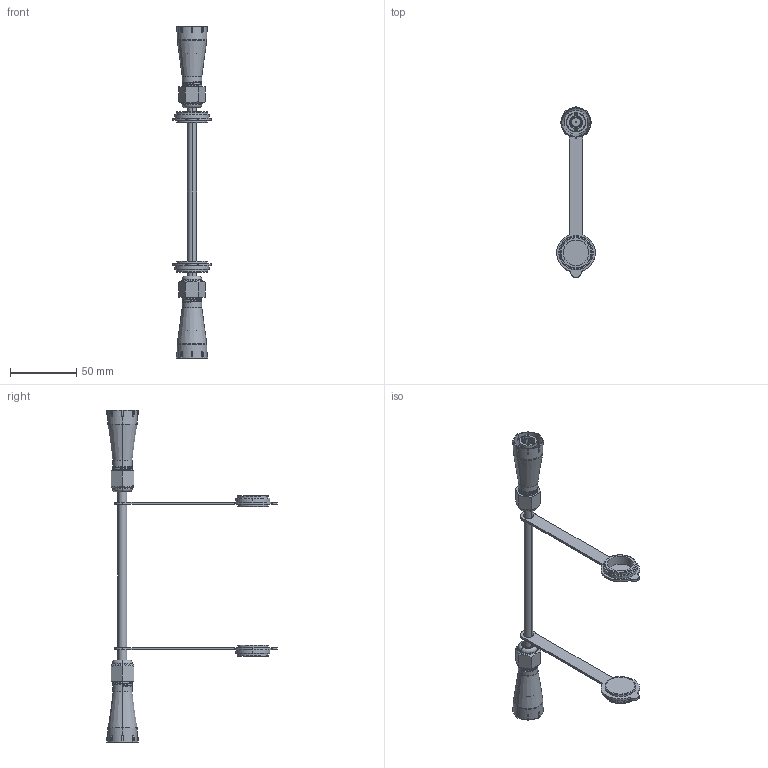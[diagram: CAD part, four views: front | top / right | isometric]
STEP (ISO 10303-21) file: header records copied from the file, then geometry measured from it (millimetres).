
FILE_DESCRIPTION (( 'STEP AP214' ), '1' );
FILE_NAME ('V7A00002_3D.STEP', '2021-05-03T20:03:58', ( '' ), ( '' ), 'SwSTEP 2.0', 'SolidWorks 2020', '' );
FILE_SCHEMA (( 'AUTOMOTIVE_DESIGN' ));
Length unit declared in the file: inch
Products named in the file (7): V7A00002-MA2; TRD695WP-MA2; V7A00001-MA2; V7A00002-MA1; V7A00002_3D; RG6-100; V7A00001-MA1
Assembly tree (7 placements, depth 3):
  V7A00002_3D
    RG6-100
    V7A00002-MA1  x2
      V7A00001-MA1
      V7A00001-MA2
      V7A00002-MA2
      TRD695WP-MA2
Bounding box: 29.21 x 129.02 x 250.95 mm (x, y, z)
Volume: 37473.8 mm3; surface area: 35914.1 mm2
Topology: 9 solids, 9 shells, 1178 faces, 3264 edges, 2154 vertices
Faces by surface type: plane 612, cylinder 430, bspline 64, torus 44, cone 24, sphere 4
Entity records: 25350 total; most frequent: CARTESIAN_POINT 9262, ORIENTED_EDGE 3298, DIRECTION 3129, EDGE_CURVE 1649, VERTEX_POINT 1089, AXIS2_PLACEMENT_3D 1079, LINE 971, VECTOR 971
